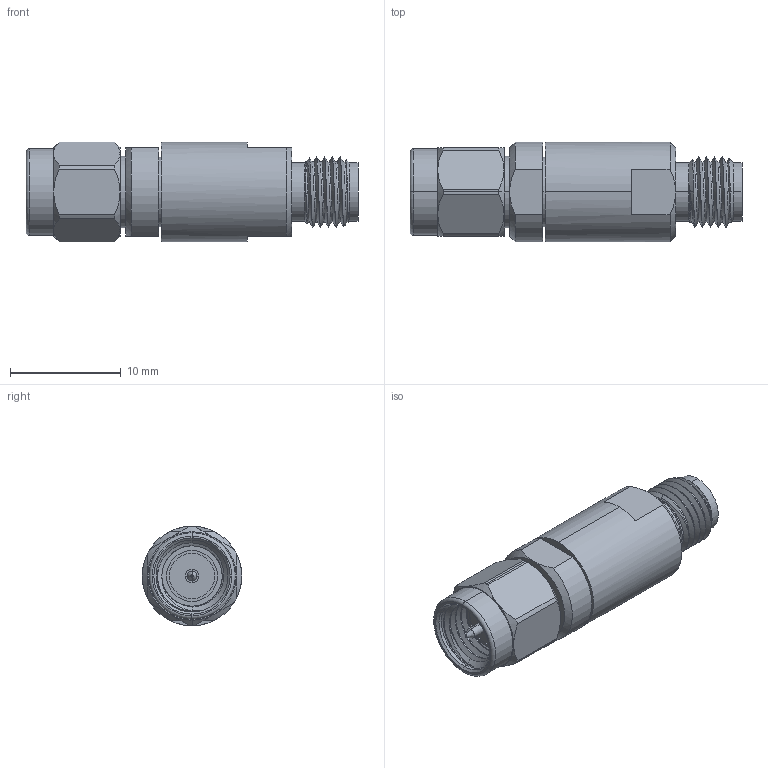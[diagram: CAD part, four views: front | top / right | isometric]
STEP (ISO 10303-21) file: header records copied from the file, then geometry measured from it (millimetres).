
FILE_DESCRIPTION (( 'STEP AP203' ), '1' );
FILE_NAME ('CB-S-050-SR1.STEP', '2021-11-10T18:31:43', ( '' ), ( '' ), 'SwSTEP 2.0', 'SolidWorks 2021', '' );
FILE_SCHEMA (( 'CONFIG_CONTROL_DESIGN' ));
Length unit declared in the file: millimetre
Products named in the file (1): CB-S-050-SR1
Bounding box: 30 x 9 x 9 mm (x, y, z)
Volume: 1389.8 mm3; surface area: 1345.5 mm2
Topology: 1 solids, 1 shells, 160 faces, 390 edges, 248 vertices
Faces by surface type: cylinder 65, plane 48, cone 39, bspline 6, torus 2
Entity records: 8278 total; most frequent: CARTESIAN_POINT 4566, ORIENTED_EDGE 776, DIRECTION 743, EDGE_CURVE 388, AXIS2_PLACEMENT_3D 306, VERTEX_POINT 248, EDGE_LOOP 178, FACE_OUTER_BOUND 160
